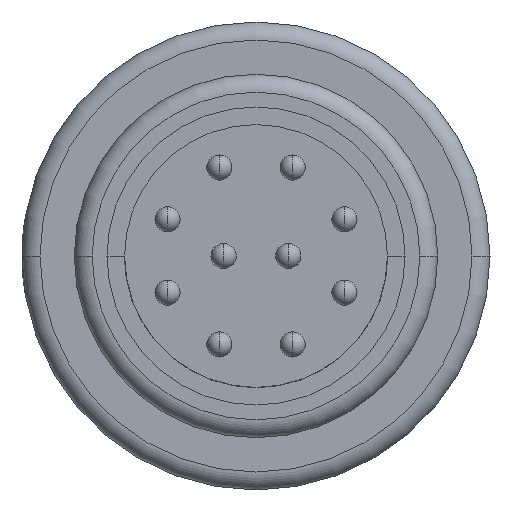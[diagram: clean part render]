
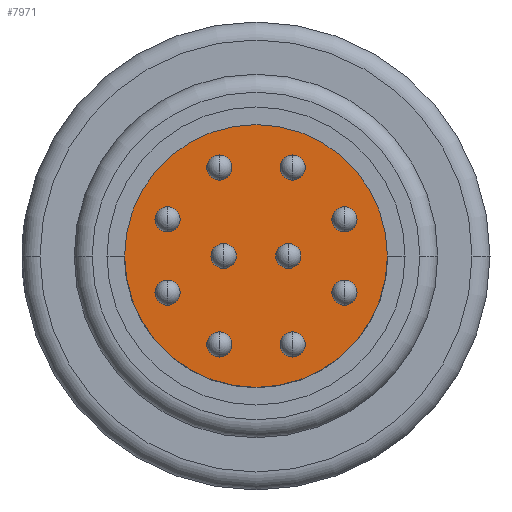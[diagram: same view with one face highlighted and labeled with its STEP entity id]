
A CAD part, left-side view. The second image highlights one B-rep face of the part: STEP entity #7971.
In plain terms, the highlighted planar face has unit normal (-1, 0, 0).
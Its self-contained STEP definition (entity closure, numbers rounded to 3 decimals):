
#3223=CARTESIAN_POINT('',(-2.1,0.,0.));
#3224=DIRECTION('',(-1.,0.,0.));
#3225=DIRECTION('',(0.,0.,1.));
#3226=AXIS2_PLACEMENT_3D('',#3223,#3224,#3225);
#3231=CARTESIAN_POINT('',(-2.1,0.,0.));
#3232=DIRECTION('',(-1.,0.,0.));
#3233=DIRECTION('',(0.,0.,-1.));
#3234=AXIS2_PLACEMENT_3D('',#3231,#3232,#3233);
#3239=CARTESIAN_POINT('',(-2.1,1.018,-2.458));
#3240=DIRECTION('',(-1.,0.,0.));
#3241=DIRECTION('',(0.,0.,1.));
#3242=AXIS2_PLACEMENT_3D('',#3239,#3240,#3241);
#3247=CARTESIAN_POINT('',(-2.1,1.018,-2.458));
#3248=DIRECTION('',(-1.,0.,0.));
#3249=DIRECTION('',(0.,0.,-1.));
#3250=AXIS2_PLACEMENT_3D('',#3247,#3248,#3249);
#3255=CARTESIAN_POINT('',(-2.1,2.458,-1.018));
#3256=DIRECTION('',(-1.,0.,0.));
#3257=DIRECTION('',(0.,0.,1.));
#3258=AXIS2_PLACEMENT_3D('',#3255,#3256,#3257);
#3263=CARTESIAN_POINT('',(-2.1,2.458,-1.018));
#3264=DIRECTION('',(-1.,0.,0.));
#3265=DIRECTION('',(0.,0.,-1.));
#3266=AXIS2_PLACEMENT_3D('',#3263,#3264,#3265);
#3271=CARTESIAN_POINT('',(-2.1,-1.018,-2.458));
#3272=DIRECTION('',(-1.,0.,0.));
#3273=DIRECTION('',(0.,0.,1.));
#3274=AXIS2_PLACEMENT_3D('',#3271,#3272,#3273);
#3279=CARTESIAN_POINT('',(-2.1,-1.018,-2.458));
#3280=DIRECTION('',(-1.,0.,0.));
#3281=DIRECTION('',(0.,0.,-1.));
#3282=AXIS2_PLACEMENT_3D('',#3279,#3280,#3281);
#3287=CARTESIAN_POINT('',(-2.1,-2.458,-1.018));
#3288=DIRECTION('',(-1.,0.,0.));
#3289=DIRECTION('',(0.,0.,1.));
#3290=AXIS2_PLACEMENT_3D('',#3287,#3288,#3289);
#3295=CARTESIAN_POINT('',(-2.1,-2.458,-1.018));
#3296=DIRECTION('',(-1.,0.,0.));
#3297=DIRECTION('',(0.,0.,-1.));
#3298=AXIS2_PLACEMENT_3D('',#3295,#3296,#3297);
#3303=CARTESIAN_POINT('',(-2.1,-2.458,1.018));
#3304=DIRECTION('',(-1.,0.,0.));
#3305=DIRECTION('',(0.,0.,1.));
#3306=AXIS2_PLACEMENT_3D('',#3303,#3304,#3305);
#3311=CARTESIAN_POINT('',(-2.1,-2.458,1.018));
#3312=DIRECTION('',(-1.,0.,0.));
#3313=DIRECTION('',(0.,0.,-1.));
#3314=AXIS2_PLACEMENT_3D('',#3311,#3312,#3313);
#3319=CARTESIAN_POINT('',(-2.1,-1.018,2.458));
#3320=DIRECTION('',(-1.,0.,0.));
#3321=DIRECTION('',(0.,0.,1.));
#3322=AXIS2_PLACEMENT_3D('',#3319,#3320,#3321);
#3327=CARTESIAN_POINT('',(-2.1,-1.018,2.458));
#3328=DIRECTION('',(-1.,0.,0.));
#3329=DIRECTION('',(0.,0.,-1.));
#3330=AXIS2_PLACEMENT_3D('',#3327,#3328,#3329);
#3335=CARTESIAN_POINT('',(-2.1,1.018,2.458));
#3336=DIRECTION('',(-1.,0.,0.));
#3337=DIRECTION('',(0.,0.,1.));
#3338=AXIS2_PLACEMENT_3D('',#3335,#3336,#3337);
#3343=CARTESIAN_POINT('',(-2.1,1.018,2.458));
#3344=DIRECTION('',(-1.,0.,0.));
#3345=DIRECTION('',(0.,0.,-1.));
#3346=AXIS2_PLACEMENT_3D('',#3343,#3344,#3345);
#3351=CARTESIAN_POINT('',(-2.1,2.458,1.018));
#3352=DIRECTION('',(-1.,0.,0.));
#3353=DIRECTION('',(0.,0.,1.));
#3354=AXIS2_PLACEMENT_3D('',#3351,#3352,#3353);
#3359=CARTESIAN_POINT('',(-2.1,2.458,1.018));
#3360=DIRECTION('',(-1.,0.,0.));
#3361=DIRECTION('',(0.,0.,-1.));
#3362=AXIS2_PLACEMENT_3D('',#3359,#3360,#3361);
#3367=CARTESIAN_POINT('',(-2.1,0.9,0.));
#3368=DIRECTION('',(-1.,0.,0.));
#3369=DIRECTION('',(0.,0.,1.));
#3370=AXIS2_PLACEMENT_3D('',#3367,#3368,#3369);
#3375=CARTESIAN_POINT('',(-2.1,0.9,0.));
#3376=DIRECTION('',(-1.,0.,0.));
#3377=DIRECTION('',(0.,0.,-1.));
#3378=AXIS2_PLACEMENT_3D('',#3375,#3376,#3377);
#3383=CARTESIAN_POINT('',(-2.1,-0.9,0.));
#3384=DIRECTION('',(-1.,0.,0.));
#3385=DIRECTION('',(0.,0.,1.));
#3386=AXIS2_PLACEMENT_3D('',#3383,#3384,#3385);
#3391=CARTESIAN_POINT('',(-2.1,-0.9,0.));
#3392=DIRECTION('',(-1.,0.,0.));
#3393=DIRECTION('',(0.,0.,-1.));
#3394=AXIS2_PLACEMENT_3D('',#3391,#3392,#3393);
#3859=CARTESIAN_POINT('',(-2.1,0.,3.65));
#3860=CARTESIAN_POINT('',(-2.1,0.,-3.65));
#3861=VERTEX_POINT('',#3859);
#3862=VERTEX_POINT('',#3860);
#4127=CARTESIAN_POINT('',(-2.1,1.018,-2.108));
#4128=CARTESIAN_POINT('',(-2.1,1.018,-2.808));
#4129=VERTEX_POINT('',#4127);
#4130=VERTEX_POINT('',#4128);
#4131=CARTESIAN_POINT('',(-2.1,2.458,-0.668));
#4132=CARTESIAN_POINT('',(-2.1,2.458,-1.368));
#4133=VERTEX_POINT('',#4131);
#4134=VERTEX_POINT('',#4132);
#4135=CARTESIAN_POINT('',(-2.1,-1.018,-2.108));
#4136=CARTESIAN_POINT('',(-2.1,-1.018,-2.808));
#4137=VERTEX_POINT('',#4135);
#4138=VERTEX_POINT('',#4136);
#4139=CARTESIAN_POINT('',(-2.1,-2.458,-0.668));
#4140=CARTESIAN_POINT('',(-2.1,-2.458,-1.368));
#4141=VERTEX_POINT('',#4139);
#4142=VERTEX_POINT('',#4140);
#4143=CARTESIAN_POINT('',(-2.1,-2.458,1.368));
#4144=CARTESIAN_POINT('',(-2.1,-2.458,0.668));
#4145=VERTEX_POINT('',#4143);
#4146=VERTEX_POINT('',#4144);
#4147=CARTESIAN_POINT('',(-2.1,-1.018,2.808));
#4148=CARTESIAN_POINT('',(-2.1,-1.018,2.108));
#4149=VERTEX_POINT('',#4147);
#4150=VERTEX_POINT('',#4148);
#4151=CARTESIAN_POINT('',(-2.1,1.018,2.808));
#4152=CARTESIAN_POINT('',(-2.1,1.018,2.108));
#4153=VERTEX_POINT('',#4151);
#4154=VERTEX_POINT('',#4152);
#4155=CARTESIAN_POINT('',(-2.1,2.458,1.368));
#4156=CARTESIAN_POINT('',(-2.1,2.458,0.668));
#4157=VERTEX_POINT('',#4155);
#4158=VERTEX_POINT('',#4156);
#4159=CARTESIAN_POINT('',(-2.1,0.9,0.35));
#4160=CARTESIAN_POINT('',(-2.1,0.9,-0.35));
#4161=VERTEX_POINT('',#4159);
#4162=VERTEX_POINT('',#4160);
#4163=CARTESIAN_POINT('',(-2.1,-0.9,0.35));
#4164=CARTESIAN_POINT('',(-2.1,-0.9,-0.35));
#4165=VERTEX_POINT('',#4163);
#4166=VERTEX_POINT('',#4164);
#7902=CARTESIAN_POINT('',(-2.1,0.,0.));
#7903=DIRECTION('',(1.,0.,0.));
#7904=DIRECTION('',(0.,0.,-1.));
#7905=AXIS2_PLACEMENT_3D('',#7902,#7903,#7904);
#7906=PLANE('',#7905);
#7907=ORIENTED_EDGE('',*,*,#7860,.F.);
#7908=ORIENTED_EDGE('',*,*,#7883,.F.);
#7909=EDGE_LOOP('',(#7907,#7908));
#7910=FACE_OUTER_BOUND('',#7909,.F.);
#7912=ORIENTED_EDGE('',*,*,#7911,.T.);
#7914=ORIENTED_EDGE('',*,*,#7913,.T.);
#7915=EDGE_LOOP('',(#7912,#7914));
#7916=FACE_BOUND('',#7915,.F.);
#7918=ORIENTED_EDGE('',*,*,#7917,.T.);
#7920=ORIENTED_EDGE('',*,*,#7919,.T.);
#7921=EDGE_LOOP('',(#7918,#7920));
#7922=FACE_BOUND('',#7921,.F.);
#7924=ORIENTED_EDGE('',*,*,#7923,.T.);
#7926=ORIENTED_EDGE('',*,*,#7925,.T.);
#7927=EDGE_LOOP('',(#7924,#7926));
#7928=FACE_BOUND('',#7927,.F.);
#7930=ORIENTED_EDGE('',*,*,#7929,.T.);
#7932=ORIENTED_EDGE('',*,*,#7931,.T.);
#7933=EDGE_LOOP('',(#7930,#7932));
#7934=FACE_BOUND('',#7933,.F.);
#7936=ORIENTED_EDGE('',*,*,#7935,.T.);
#7938=ORIENTED_EDGE('',*,*,#7937,.T.);
#7939=EDGE_LOOP('',(#7936,#7938));
#7940=FACE_BOUND('',#7939,.F.);
#7942=ORIENTED_EDGE('',*,*,#7941,.T.);
#7944=ORIENTED_EDGE('',*,*,#7943,.T.);
#7945=EDGE_LOOP('',(#7942,#7944));
#7946=FACE_BOUND('',#7945,.F.);
#7948=ORIENTED_EDGE('',*,*,#7947,.T.);
#7950=ORIENTED_EDGE('',*,*,#7949,.T.);
#7951=EDGE_LOOP('',(#7948,#7950));
#7952=FACE_BOUND('',#7951,.F.);
#7954=ORIENTED_EDGE('',*,*,#7953,.T.);
#7956=ORIENTED_EDGE('',*,*,#7955,.T.);
#7957=EDGE_LOOP('',(#7954,#7956));
#7958=FACE_BOUND('',#7957,.F.);
#7960=ORIENTED_EDGE('',*,*,#7959,.T.);
#7962=ORIENTED_EDGE('',*,*,#7961,.T.);
#7963=EDGE_LOOP('',(#7960,#7962));
#7964=FACE_BOUND('',#7963,.F.);
#7966=ORIENTED_EDGE('',*,*,#7965,.T.);
#7968=ORIENTED_EDGE('',*,*,#7967,.T.);
#7969=EDGE_LOOP('',(#7966,#7968));
#7970=FACE_BOUND('',#7969,.F.);
#3227=CIRCLE('',#3226,3.65);
#3235=CIRCLE('',#3234,3.65);
#3243=CIRCLE('',#3242,0.35);
#3251=CIRCLE('',#3250,0.35);
#3259=CIRCLE('',#3258,0.35);
#3267=CIRCLE('',#3266,0.35);
#3275=CIRCLE('',#3274,0.35);
#3283=CIRCLE('',#3282,0.35);
#3291=CIRCLE('',#3290,0.35);
#3299=CIRCLE('',#3298,0.35);
#3307=CIRCLE('',#3306,0.35);
#3315=CIRCLE('',#3314,0.35);
#3323=CIRCLE('',#3322,0.35);
#3331=CIRCLE('',#3330,0.35);
#3339=CIRCLE('',#3338,0.35);
#3347=CIRCLE('',#3346,0.35);
#3355=CIRCLE('',#3354,0.35);
#3363=CIRCLE('',#3362,0.35);
#3371=CIRCLE('',#3370,0.35);
#3379=CIRCLE('',#3378,0.35);
#3387=CIRCLE('',#3386,0.35);
#3395=CIRCLE('',#3394,0.35);
#7860=EDGE_CURVE('',#3861,#3862,#3227,.T.);
#7883=EDGE_CURVE('',#3862,#3861,#3235,.T.);
#7911=EDGE_CURVE('',#4129,#4130,#3243,.T.);
#7913=EDGE_CURVE('',#4130,#4129,#3251,.T.);
#7917=EDGE_CURVE('',#4133,#4134,#3259,.T.);
#7919=EDGE_CURVE('',#4134,#4133,#3267,.T.);
#7923=EDGE_CURVE('',#4137,#4138,#3275,.T.);
#7925=EDGE_CURVE('',#4138,#4137,#3283,.T.);
#7929=EDGE_CURVE('',#4141,#4142,#3291,.T.);
#7931=EDGE_CURVE('',#4142,#4141,#3299,.T.);
#7935=EDGE_CURVE('',#4145,#4146,#3307,.T.);
#7937=EDGE_CURVE('',#4146,#4145,#3315,.T.);
#7941=EDGE_CURVE('',#4149,#4150,#3323,.T.);
#7943=EDGE_CURVE('',#4150,#4149,#3331,.T.);
#7947=EDGE_CURVE('',#4153,#4154,#3339,.T.);
#7949=EDGE_CURVE('',#4154,#4153,#3347,.T.);
#7953=EDGE_CURVE('',#4157,#4158,#3355,.T.);
#7955=EDGE_CURVE('',#4158,#4157,#3363,.T.);
#7959=EDGE_CURVE('',#4161,#4162,#3371,.T.);
#7961=EDGE_CURVE('',#4162,#4161,#3379,.T.);
#7965=EDGE_CURVE('',#4165,#4166,#3387,.T.);
#7967=EDGE_CURVE('',#4166,#4165,#3395,.T.);
#7971=ADVANCED_FACE('',(#7910,#7916,#7922,#7928,#7934,#7940,#7946,#7952,#7958,
#7964,#7970),#7906,.F.);
